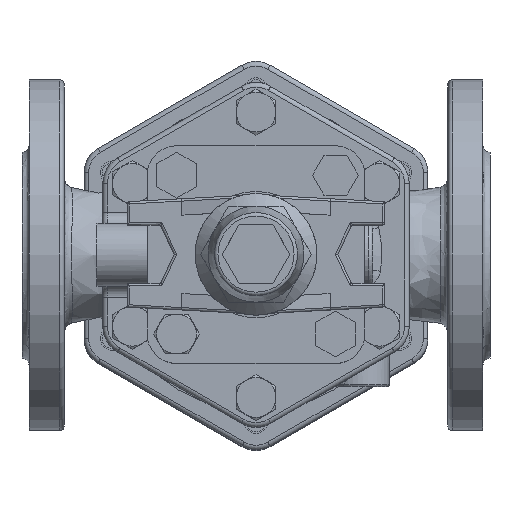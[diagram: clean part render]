
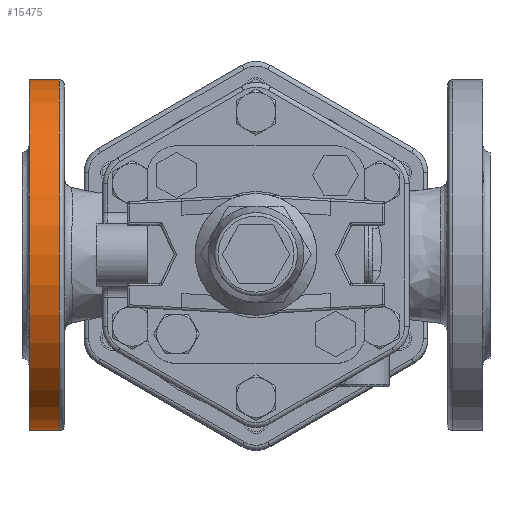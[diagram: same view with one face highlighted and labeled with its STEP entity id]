
A CAD part, top view. The second image highlights one B-rep face of the part: STEP entity #15475.
In plain terms, the highlighted cylindrical face has radius 75 mm (diameter 150 mm), a full revolution.
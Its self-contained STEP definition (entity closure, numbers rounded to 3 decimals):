
#468=LINE('',#25079,#1350);
#1350=VECTOR('',#18328,75.);
#2232=CYLINDRICAL_SURFACE('',#16562,75.);
#3079=FACE_OUTER_BOUND('',#4123,.T.);
#4123=EDGE_LOOP('',(#10540,#10541,#10542,#10543,#10544));
#5721=CIRCLE('',#16560,75.);
#5722=CIRCLE('',#16561,75.);
#5723=CIRCLE('',#16563,75.);
#6614=VERTEX_POINT('',#25071);
#6615=VERTEX_POINT('',#25073);
#6616=VERTEX_POINT('',#25077);
#8103=EDGE_CURVE('',#6614,#6615,#5721,.T.);
#8104=EDGE_CURVE('',#6615,#6614,#5722,.T.);
#8105=EDGE_CURVE('',#6616,#6616,#5723,.T.);
#8106=EDGE_CURVE('',#6616,#6615,#468,.T.);
#10540=ORIENTED_EDGE('',*,*,#8105,.T.);
#10541=ORIENTED_EDGE('',*,*,#8106,.T.);
#10542=ORIENTED_EDGE('',*,*,#8103,.F.);
#10543=ORIENTED_EDGE('',*,*,#8104,.F.);
#10544=ORIENTED_EDGE('',*,*,#8106,.F.);
#15475=ADVANCED_FACE('',(#3079),#2232,.T.);
#16560=AXIS2_PLACEMENT_3D('',#25074,#18320,#18321);
#16561=AXIS2_PLACEMENT_3D('',#25075,#18322,#18323);
#16562=AXIS2_PLACEMENT_3D('',#25076,#18324,#18325);
#16563=AXIS2_PLACEMENT_3D('',#25078,#18326,#18327);
#18320=DIRECTION('center_axis',(1.,0.,0.));
#18321=DIRECTION('ref_axis',(0.,0.,-1.));
#18322=DIRECTION('center_axis',(1.,0.,0.));
#18323=DIRECTION('ref_axis',(0.,0.,-1.));
#18324=DIRECTION('center_axis',(1.,0.,0.));
#18325=DIRECTION('ref_axis',(0.,0.,1.));
#18326=DIRECTION('center_axis',(1.,0.,0.));
#18327=DIRECTION('ref_axis',(0.,0.,1.));
#18328=DIRECTION('',(1.,0.,0.));
#25071=CARTESIAN_POINT('',(-84.,0.,183.));
#25073=CARTESIAN_POINT('',(-84.,0.,33.));
#25074=CARTESIAN_POINT('Origin',(-84.,0.,108.));
#25075=CARTESIAN_POINT('Origin',(-84.,0.,108.));
#25076=CARTESIAN_POINT('Origin',(-90.,0.,108.));
#25077=CARTESIAN_POINT('',(-97.,0.,33.));
#25078=CARTESIAN_POINT('Origin',(-97.,0.,108.));
#25079=CARTESIAN_POINT('',(-90.,0.,33.));
